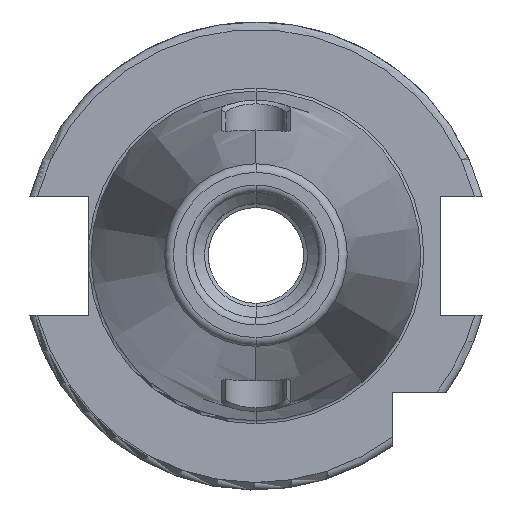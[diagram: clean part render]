
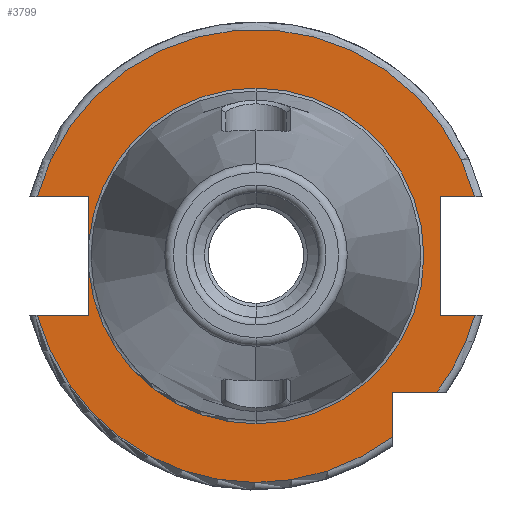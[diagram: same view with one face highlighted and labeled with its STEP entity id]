
A CAD part, top view. The second image highlights one B-rep face of the part: STEP entity #3799.
In plain terms, the highlighted planar face has unit normal (0, 0, 1).
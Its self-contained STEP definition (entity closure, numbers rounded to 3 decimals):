
#1386=CARTESIAN_POINT('',(0,0,15.9));
#1387=DIRECTION('',(0,0,1));
#1388=DIRECTION('',(0.965,0.262,0));
#1389=AXIS2_PLACEMENT_3D('',#1386,#1387,#1388);
#1437=CARTESIAN_POINT('',(0,0,15.9));
#1438=DIRECTION('',(0,0,1));
#1439=DIRECTION('',(-0.965,-0.262,0));
#1440=AXIS2_PLACEMENT_3D('',#1437,#1438,#1439);
#1453=DIRECTION('',(1,0,0));
#1454=VECTOR('',#1453,7.004);
#1455=CARTESIAN_POINT('',(-29.704,-8.05,15.9));
#1456=LINE('',#1455,#1454);
#1457=DIRECTION('',(0,1,0));
#1458=VECTOR('',#1457,5.917);
#1459=CARTESIAN_POINT('',(-22.7,-8.05,15.9));
#1460=LINE('',#1459,#1458);
#1461=DIRECTION('',(0,1,0));
#1462=VECTOR('',#1461,5.917);
#1463=CARTESIAN_POINT('',(-22.7,2.133,15.9));
#1464=LINE('',#1463,#1462);
#1465=DIRECTION('',(1,0,0));
#1466=VECTOR('',#1465,7.004);
#1467=CARTESIAN_POINT('',(-29.704,8.05,15.9));
#1468=LINE('',#1467,#1466);
#1469=DIRECTION('',(-1,0,0));
#1470=VECTOR('',#1469,4.704);
#1471=CARTESIAN_POINT('',(29.704,8.05,15.9));
#1472=LINE('',#1471,#1470);
#1473=DIRECTION('',(0,-1,0));
#1474=VECTOR('',#1473,16.1);
#1475=CARTESIAN_POINT('',(25,8.05,15.9));
#1476=LINE('',#1475,#1474);
#1477=DIRECTION('',(-1,0,0));
#1478=VECTOR('',#1477,4.704);
#1479=CARTESIAN_POINT('',(29.704,-8.05,15.9));
#1480=LINE('',#1479,#1478);
#1481=CARTESIAN_POINT('',(0,0,15.9));
#1482=DIRECTION('',(0,0,1));
#1483=DIRECTION('',(0.799,-0.601,0));
#1484=AXIS2_PLACEMENT_3D('',#1481,#1482,#1483);
#1486=DIRECTION('',(-1,0,0));
#1487=VECTOR('',#1486,6.094);
#1488=CARTESIAN_POINT('',(24.594,-18.5,15.9));
#1489=LINE('',#1488,#1487);
#1490=DIRECTION('',(0,1,0));
#1491=VECTOR('',#1490,6.094);
#1492=CARTESIAN_POINT('',(18.5,-24.594,15.9));
#1493=LINE('',#1492,#1491);
#1504=CARTESIAN_POINT('',(0,0,15.9));
#1505=DIRECTION('',(0,0,1));
#1506=DIRECTION('',(0,1,0));
#1507=AXIS2_PLACEMENT_3D('',#1504,#1505,#1506);
#1519=CARTESIAN_POINT('',(0,0,15.9));
#1520=DIRECTION('',(0,0,1));
#1521=DIRECTION('',(-0.996,-0.094,0));
#1522=AXIS2_PLACEMENT_3D('',#1519,#1520,#1521);
#1524=CARTESIAN_POINT('',(0,0,15.9));
#1525=DIRECTION('',(0,0,-1));
#1526=DIRECTION('',(0,1,0));
#1527=AXIS2_PLACEMENT_3D('',#1524,#1525,#1526);
#1946=CARTESIAN_POINT('',(0,22.8,15.9));
#1948=VERTEX_POINT('',#1946);
#1970=CARTESIAN_POINT('',(0,-22.8,15.9));
#1972=VERTEX_POINT('',#1970);
#2112=CARTESIAN_POINT('',(-29.704,-8.05,15.9));
#2113=CARTESIAN_POINT('',(-22.7,-8.05,15.9));
#2114=VERTEX_POINT('',#2112);
#2115=VERTEX_POINT('',#2113);
#2116=CARTESIAN_POINT('',(-22.7,-2.133,15.9));
#2117=VERTEX_POINT('',#2116);
#2118=CARTESIAN_POINT('',(-22.7,2.133,15.9));
#2119=CARTESIAN_POINT('',(-22.7,8.05,15.9));
#2120=VERTEX_POINT('',#2118);
#2121=VERTEX_POINT('',#2119);
#2122=CARTESIAN_POINT('',(-29.704,8.05,15.9));
#2123=VERTEX_POINT('',#2122);
#2124=CARTESIAN_POINT('',(25,8.05,15.9));
#2125=CARTESIAN_POINT('',(25,-8.05,15.9));
#2126=VERTEX_POINT('',#2124);
#2127=VERTEX_POINT('',#2125);
#2128=CARTESIAN_POINT('',(29.704,-8.05,15.9));
#2129=VERTEX_POINT('',#2128);
#2130=CARTESIAN_POINT('',(29.704,8.05,15.9));
#2131=VERTEX_POINT('',#2130);
#2132=CARTESIAN_POINT('',(18.5,-24.594,15.9));
#2133=CARTESIAN_POINT('',(18.5,-18.5,15.9));
#2134=VERTEX_POINT('',#2132);
#2135=VERTEX_POINT('',#2133);
#2136=CARTESIAN_POINT('',(24.594,-18.5,15.9));
#2137=VERTEX_POINT('',#2136);
#3771=CARTESIAN_POINT('',(0,0,15.9));
#3772=DIRECTION('',(0,0,-1));
#3773=DIRECTION('',(0,-1,0));
#3774=AXIS2_PLACEMENT_3D('',#3771,#3772,#3773);
#3775=PLANE('',#3774);
#3776=ORIENTED_EDGE('',*,*,#3161,.T.);
#3777=ORIENTED_EDGE('',*,*,#3125,.T.);
#3779=ORIENTED_EDGE('',*,*,#3778,.T.);
#3781=ORIENTED_EDGE('',*,*,#3780,.F.);
#3783=ORIENTED_EDGE('',*,*,#3782,.T.);
#3784=ORIENTED_EDGE('',*,*,#3121,.T.);
#3786=ORIENTED_EDGE('',*,*,#3785,.F.);
#3787=ORIENTED_EDGE('',*,*,#3748,.F.);
#3789=ORIENTED_EDGE('',*,*,#3788,.T.);
#3791=ORIENTED_EDGE('',*,*,#3790,.T.);
#3792=ORIENTED_EDGE('',*,*,#3287,.F.);
#3793=ORIENTED_EDGE('',*,*,#3738,.F.);
#3794=ORIENTED_EDGE('',*,*,#3345,.T.);
#3795=ORIENTED_EDGE('',*,*,#3396,.F.);
#3796=ORIENTED_EDGE('',*,*,#3765,.F.);
#3797=EDGE_LOOP('',(#3776,#3777,#3779,#3781,#3783,#3784,#3786,#3787,#3789,#3791,
#3792,#3793,#3794,#3795,#3796));
#3798=FACE_OUTER_BOUND('',#3797,.F.);
#3799=ADVANCED_FACE('',(#3798),#3775,.F.);
#1390=CIRCLE('',#1389,30.775);
#1441=CIRCLE('',#1440,30.775);
#1485=CIRCLE('',#1484,30.775);
#1508=CIRCLE('',#1507,22.8);
#1523=CIRCLE('',#1522,22.8);
#1528=CIRCLE('',#1527,22.8);
#3121=EDGE_CURVE('',#2120,#2121,#1464,.T.);
#3125=EDGE_CURVE('',#2115,#2117,#1460,.T.);
#3161=EDGE_CURVE('',#2114,#2115,#1456,.T.);
#3287=EDGE_CURVE('',#2129,#2127,#1480,.T.);
#3345=EDGE_CURVE('',#2137,#2135,#1489,.T.);
#3396=EDGE_CURVE('',#2134,#2135,#1493,.T.);
#3738=EDGE_CURVE('',#2137,#2129,#1485,.T.);
#3748=EDGE_CURVE('',#2131,#2123,#1390,.T.);
#3765=EDGE_CURVE('',#2114,#2134,#1441,.T.);
#3778=EDGE_CURVE('',#2117,#1972,#1523,.T.);
#3780=EDGE_CURVE('',#1948,#1972,#1528,.T.);
#3782=EDGE_CURVE('',#1948,#2120,#1508,.T.);
#3785=EDGE_CURVE('',#2123,#2121,#1468,.T.);
#3788=EDGE_CURVE('',#2131,#2126,#1472,.T.);
#3790=EDGE_CURVE('',#2126,#2127,#1476,.T.);
